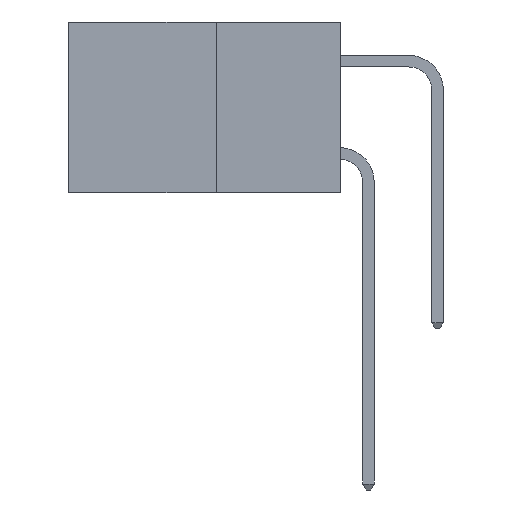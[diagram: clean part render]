
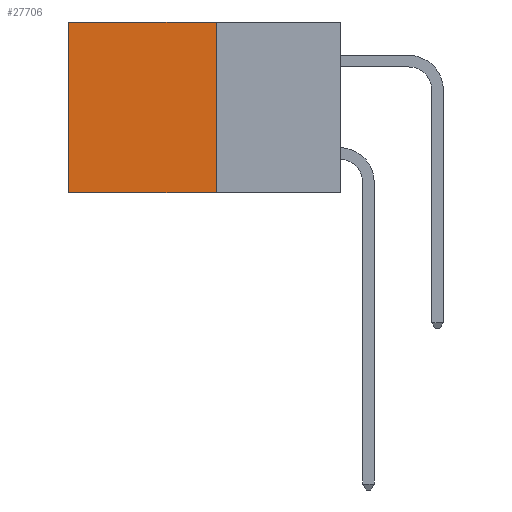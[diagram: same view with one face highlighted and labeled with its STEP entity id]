
A CAD part, left-side view. The second image highlights one B-rep face of the part: STEP entity #27706.
In plain terms, the highlighted planar face has unit normal (-1, 0, 0).
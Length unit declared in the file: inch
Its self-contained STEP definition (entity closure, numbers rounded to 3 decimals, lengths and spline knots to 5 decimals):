
#57 = VERTEX_POINT ( 'NONE', #15765 ) ;
#307 = LINE ( 'NONE', #26119, #12951 ) ;
#1314 = ORIENTED_EDGE ( 'NONE', *, *, #16165, .F. ) ;
#2498 = EDGE_CURVE ( 'NONE', #26589, #57, #5248, .T. ) ;
#3042 = VERTEX_POINT ( 'NONE', #14113 ) ;
#5248 = LINE ( 'NONE', #30751, #31103 ) ;
#6504 = EDGE_CURVE ( 'NONE', #17357, #3042, #28502, .T. ) ;
#7109 = VECTOR ( 'NONE', #26614, 39.37008 ) ;
#8676 = FACE_OUTER_BOUND ( 'NONE', #22604, .T. ) ;
#9143 = DIRECTION ( 'NONE',  ( 0., 0., -1. ) ) ;
#11094 = ORIENTED_EDGE ( 'NONE', *, *, #11212, .T. ) ;
#11212 = EDGE_CURVE ( 'NONE', #17357, #26589, #307, .T. ) ;
#12951 = VECTOR ( 'NONE', #16208, 39.37008 ) ;
#13364 = CARTESIAN_POINT ( 'NONE',  ( 0.277, 0.27, 0. ) ) ;
#14113 = CARTESIAN_POINT ( 'NONE',  ( 0.277, 0.27, -0.37 ) ) ;
#15401 = LINE ( 'NONE', #19185, #7109 ) ;
#15765 = CARTESIAN_POINT ( 'NONE',  ( 0.277, 0.59, -0.37 ) ) ;
#16165 = EDGE_CURVE ( 'NONE', #3042, #57, #15401, .T. ) ;
#16208 = DIRECTION ( 'NONE',  ( 0., 1., 0. ) ) ;
#17357 = VERTEX_POINT ( 'NONE', #13364 ) ;
#19145 = CARTESIAN_POINT ( 'NONE',  ( 0.277, 0.27, -0.37 ) ) ;
#19185 = CARTESIAN_POINT ( 'NONE',  ( 0.277, 0.27, -0.37 ) ) ;
#21606 = ORIENTED_EDGE ( 'NONE', *, *, #2498, .T. ) ;
#21650 = PLANE ( 'NONE',  #30896 ) ;
#21897 = VECTOR ( 'NONE', #31397, 39.37008 ) ;
#22604 = EDGE_LOOP ( 'NONE', ( #21606, #1314, #23553, #11094 ) ) ;
#23553 = ORIENTED_EDGE ( 'NONE', *, *, #6504, .F. ) ;
#24164 = DIRECTION ( 'NONE',  ( 1., 0., 0. ) ) ;
#26119 = CARTESIAN_POINT ( 'NONE',  ( 0.277, 0.27, 0. ) ) ;
#26589 = VERTEX_POINT ( 'NONE', #29771 ) ;
#26614 = DIRECTION ( 'NONE',  ( 0., 1., 0. ) ) ;
#27706 = ADVANCED_FACE ( 'NONE', ( #8676 ), #21650, .F. ) ;
#28502 = LINE ( 'NONE', #28862, #21897 ) ;
#28862 = CARTESIAN_POINT ( 'NONE',  ( 0.277, 0.27, -0.37 ) ) ;
#29771 = CARTESIAN_POINT ( 'NONE',  ( 0.277, 0.59, 0. ) ) ;
#30751 = CARTESIAN_POINT ( 'NONE',  ( 0.277, 0.59, -0.37 ) ) ;
#30896 = AXIS2_PLACEMENT_3D ( 'NONE', #19145, #24164, #9143 ) ;
#30977 = DIRECTION ( 'NONE',  ( 0., 0., -1. ) ) ;
#31103 = VECTOR ( 'NONE', #30977, 39.37008 ) ;
#31397 = DIRECTION ( 'NONE',  ( 0., 0., -1. ) ) ;
